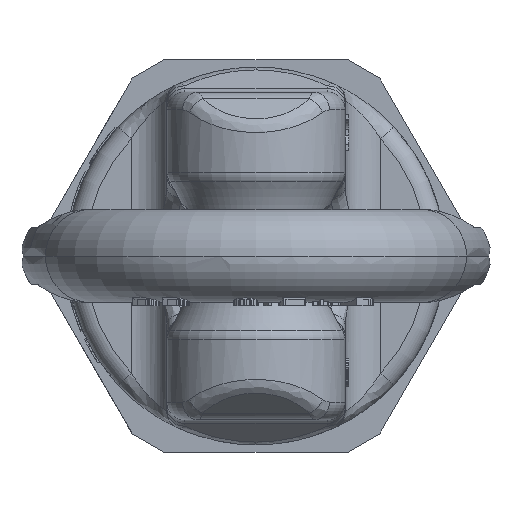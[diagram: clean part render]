
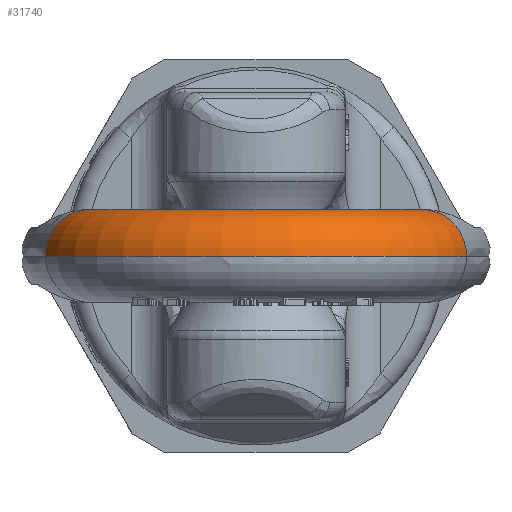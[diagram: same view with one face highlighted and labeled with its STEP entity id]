
A CAD part, left-side view. The second image highlights one B-rep face of the part: STEP entity #31740.
In plain terms, the highlighted toroidal (fillet/blend) face has major radius 24 mm and minor radius 6.5 mm.
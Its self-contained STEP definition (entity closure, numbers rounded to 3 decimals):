
#26429=CARTESIAN_POINT('',(-57.5,0.,0.));
#26430=DIRECTION('',(0.,0.,1.));
#26431=DIRECTION('',(-0.25,0.968,0.));
#26432=AXIS2_PLACEMENT_3D('',#26429,#26430,#26431);
#27476=CARTESIAN_POINT('',(-63.5,-23.238,0.));
#27477=DIRECTION('',(0.968,-0.25,0.));
#27478=DIRECTION('',(-0.25,-0.968,0.));
#27479=AXIS2_PLACEMENT_3D('',#27476,#27477,#27478);
#27801=CARTESIAN_POINT('',(-63.5,23.238,0.));
#27802=DIRECTION('',(-0.968,-0.25,0.));
#27803=DIRECTION('',(-0.25,0.968,0.));
#27804=AXIS2_PLACEMENT_3D('',#27801,#27802,#27803);
#27806=CARTESIAN_POINT('',(-57.5,0.,0.));
#27807=DIRECTION('',(0.,0.,1.));
#27808=DIRECTION('',(-0.25,0.968,0.));
#27809=AXIS2_PLACEMENT_3D('',#27806,#27807,#27808);
#30283=CARTESIAN_POINT('',(-61.875,16.944,0.));
#30284=CARTESIAN_POINT('',(-65.125,29.531,0.));
#30285=VERTEX_POINT('',#30283);
#30286=VERTEX_POINT('',#30284);
#30287=CARTESIAN_POINT('',(-61.875,-16.944,0.));
#30288=CARTESIAN_POINT('',(-65.125,-29.531,0.));
#30289=VERTEX_POINT('',#30287);
#30290=VERTEX_POINT('',#30288);
#31729=CARTESIAN_POINT('',(-57.5,0.,0.));
#31730=DIRECTION('',(0.,0.,1.));
#31731=DIRECTION('',(0.25,-0.968,0.));
#31732=AXIS2_PLACEMENT_3D('',#31729,#31730,#31731);
#31733=TOROIDAL_SURFACE('',#31732,24.,6.5);
#31734=ORIENTED_EDGE('',*,*,#31565,.F.);
#31735=ORIENTED_EDGE('',*,*,#31228,.T.);
#31736=ORIENTED_EDGE('',*,*,#31599,.T.);
#31737=ORIENTED_EDGE('',*,*,#31225,.F.);
#31738=EDGE_LOOP('',(#31734,#31735,#31736,#31737));
#31739=FACE_OUTER_BOUND('',#31738,.F.);
#31740=ADVANCED_FACE('',(#31739),#31733,.T.);
#26433=CIRCLE('',#26432,17.5);
#27480=CIRCLE('',#27479,6.5);
#27805=CIRCLE('',#27804,6.5);
#27810=CIRCLE('',#27809,30.5);
#31225=EDGE_CURVE('',#30285,#30289,#26433,.T.);
#31228=EDGE_CURVE('',#30286,#30290,#27810,.T.);
#31565=EDGE_CURVE('',#30286,#30285,#27805,.T.);
#31599=EDGE_CURVE('',#30290,#30289,#27480,.T.);
